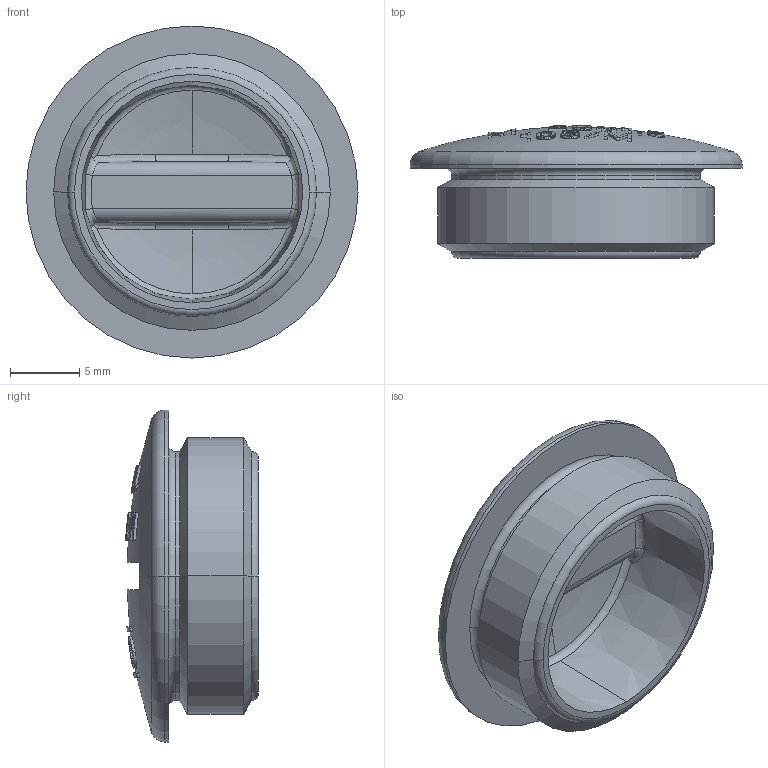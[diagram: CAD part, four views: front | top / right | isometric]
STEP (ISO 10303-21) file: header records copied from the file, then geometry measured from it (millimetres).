
FILE_DESCRIPTION(('CoCreate Modeling STEP Export'),'2;1');
FILE_NAME('EV536-20_4-2033011.step','2013-12-09T14:13:55',(''),(''),'CoCreate Modeling STEP processor for AP214 (Solid Model)','CoCreate Modeling 16.00B 02-Dec-2008 (C) Parametric Technology GmbH','');
FILE_SCHEMA(('AUTOMOTIVE_DESIGN { 1 0 10303 214 1 1 1 1 }'));
Length unit declared in the file: millimetre
Products named in the file (1): Verschlussschraube
Bounding box: 24 x 9.61 x 24 mm (x, y, z)
Volume: 1403.8 mm3; surface area: 1852.7 mm2
Topology: 1 solids, 1 shells, 530 faces, 1475 edges, 974 vertices
Faces by surface type: plane 423, cylinder 36, sphere 31, torus 16, bspline 10, extrusion 8, cone 6
Entity records: 23336 total; most frequent: CARTESIAN_POINT 9273, DIRECTION 3155, ORIENTED_EDGE 2950, EDGE_CURVE 1475, AXIS2_PLACEMENT_3D 1337, VERTEX_POINT 974, CIRCLE 864, EDGE_LOOP 557
